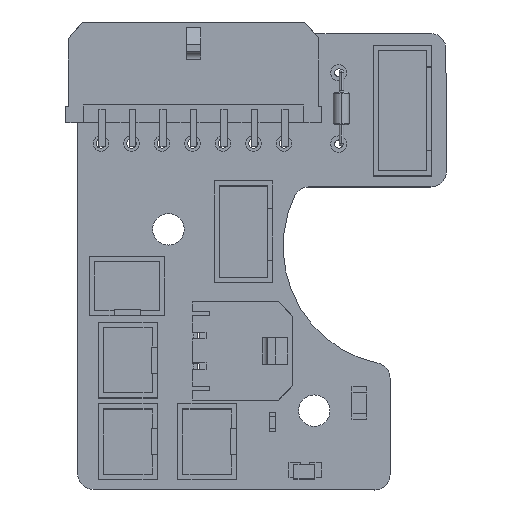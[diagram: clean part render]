
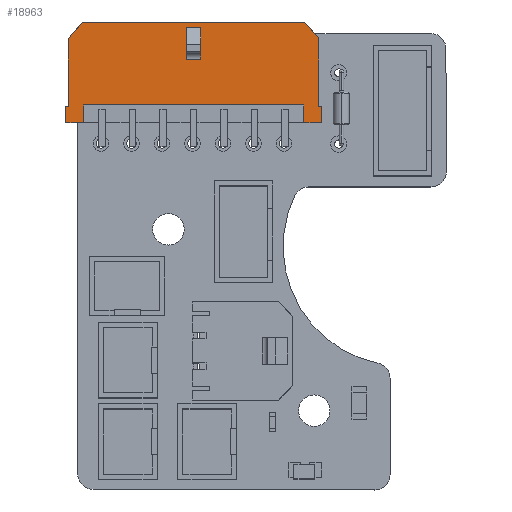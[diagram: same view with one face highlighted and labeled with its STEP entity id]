
A CAD part, top view. The second image highlights one B-rep face of the part: STEP entity #18963.
In plain terms, the highlighted face is planar.
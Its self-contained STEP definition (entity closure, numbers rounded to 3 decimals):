
#295=FACE_BOUND('',#2815,.T.);
#544=PLANE('',#20394);
#1611=FACE_OUTER_BOUND('',#2814,.T.);
#2814=EDGE_LOOP('',(#14603,#14604,#14605,#14606,#14607,#14608,#14609,#14610,
#14611,#14612,#14613,#14614,#14615,#14616));
#2815=EDGE_LOOP('',(#14617,#14618,#14619,#14620));
#4189=LINE('',#28615,#6643);
#4190=LINE('',#28617,#6644);
#4191=LINE('',#28619,#6645);
#4192=LINE('',#28621,#6646);
#4193=LINE('',#28623,#6647);
#4194=LINE('',#28625,#6648);
#4195=LINE('',#28627,#6649);
#4196=LINE('',#28629,#6650);
#4197=LINE('',#28631,#6651);
#4198=LINE('',#28633,#6652);
#4199=LINE('',#28635,#6653);
#4200=LINE('',#28637,#6654);
#4201=LINE('',#28639,#6655);
#4202=LINE('',#28640,#6656);
#4203=LINE('',#28643,#6657);
#4204=LINE('',#28645,#6658);
#4205=LINE('',#28647,#6659);
#4206=LINE('',#28648,#6660);
#6643=VECTOR('',#22778,1000.);
#6644=VECTOR('',#22779,1000.);
#6645=VECTOR('',#22780,1000.);
#6646=VECTOR('',#22781,1000.);
#6647=VECTOR('',#22782,1000.);
#6648=VECTOR('',#22783,1000.);
#6649=VECTOR('',#22784,1000.);
#6650=VECTOR('',#22785,1000.);
#6651=VECTOR('',#22786,1000.);
#6652=VECTOR('',#22787,1000.);
#6653=VECTOR('',#22788,1000.);
#6654=VECTOR('',#22789,1000.);
#6655=VECTOR('',#22790,1000.);
#6656=VECTOR('',#22791,1000.);
#6657=VECTOR('',#22792,1000.);
#6658=VECTOR('',#22793,1000.);
#6659=VECTOR('',#22794,1000.);
#6660=VECTOR('',#22795,1000.);
#9274=VERTEX_POINT('',#28613);
#9275=VERTEX_POINT('',#28614);
#9276=VERTEX_POINT('',#28616);
#9277=VERTEX_POINT('',#28618);
#9278=VERTEX_POINT('',#28620);
#9279=VERTEX_POINT('',#28622);
#9280=VERTEX_POINT('',#28624);
#9281=VERTEX_POINT('',#28626);
#9282=VERTEX_POINT('',#28628);
#9283=VERTEX_POINT('',#28630);
#9284=VERTEX_POINT('',#28632);
#9285=VERTEX_POINT('',#28634);
#9286=VERTEX_POINT('',#28636);
#9287=VERTEX_POINT('',#28638);
#9288=VERTEX_POINT('',#28641);
#9289=VERTEX_POINT('',#28642);
#9290=VERTEX_POINT('',#28644);
#9291=VERTEX_POINT('',#28646);
#11224=EDGE_CURVE('',#9274,#9275,#4189,.T.);
#11225=EDGE_CURVE('',#9275,#9276,#4190,.T.);
#11226=EDGE_CURVE('',#9276,#9277,#4191,.T.);
#11227=EDGE_CURVE('',#9277,#9278,#4192,.T.);
#11228=EDGE_CURVE('',#9279,#9278,#4193,.T.);
#11229=EDGE_CURVE('',#9279,#9280,#4194,.T.);
#11230=EDGE_CURVE('',#9281,#9280,#4195,.T.);
#11231=EDGE_CURVE('',#9282,#9281,#4196,.T.);
#11232=EDGE_CURVE('',#9282,#9283,#4197,.T.);
#11233=EDGE_CURVE('',#9283,#9284,#4198,.T.);
#11234=EDGE_CURVE('',#9284,#9285,#4199,.T.);
#11235=EDGE_CURVE('',#9285,#9286,#4200,.T.);
#11236=EDGE_CURVE('',#9287,#9286,#4201,.T.);
#11237=EDGE_CURVE('',#9274,#9287,#4202,.T.);
#11238=EDGE_CURVE('',#9288,#9289,#4203,.T.);
#11239=EDGE_CURVE('',#9290,#9289,#4204,.T.);
#11240=EDGE_CURVE('',#9291,#9290,#4205,.T.);
#11241=EDGE_CURVE('',#9291,#9288,#4206,.T.);
#14603=ORIENTED_EDGE('',*,*,#11224,.T.);
#14604=ORIENTED_EDGE('',*,*,#11225,.T.);
#14605=ORIENTED_EDGE('',*,*,#11226,.T.);
#14606=ORIENTED_EDGE('',*,*,#11227,.T.);
#14607=ORIENTED_EDGE('',*,*,#11228,.F.);
#14608=ORIENTED_EDGE('',*,*,#11229,.T.);
#14609=ORIENTED_EDGE('',*,*,#11230,.F.);
#14610=ORIENTED_EDGE('',*,*,#11231,.F.);
#14611=ORIENTED_EDGE('',*,*,#11232,.T.);
#14612=ORIENTED_EDGE('',*,*,#11233,.T.);
#14613=ORIENTED_EDGE('',*,*,#11234,.T.);
#14614=ORIENTED_EDGE('',*,*,#11235,.T.);
#14615=ORIENTED_EDGE('',*,*,#11236,.F.);
#14616=ORIENTED_EDGE('',*,*,#11237,.F.);
#14617=ORIENTED_EDGE('',*,*,#11238,.T.);
#14618=ORIENTED_EDGE('',*,*,#11239,.F.);
#14619=ORIENTED_EDGE('',*,*,#11240,.F.);
#14620=ORIENTED_EDGE('',*,*,#11241,.T.);
#18963=ADVANCED_FACE('',(#1611,#295),#544,.T.);
#20394=AXIS2_PLACEMENT_3D('',#28612,#22776,#22777);
#22776=DIRECTION('center_axis',(0.,1.,0.));
#22777=DIRECTION('ref_axis',(1.,0.,0.));
#22778=DIRECTION('',(-1.,0.,0.));
#22779=DIRECTION('',(0.,0.,1.));
#22780=DIRECTION('',(1.,0.,0.));
#22781=DIRECTION('',(0.,0.,1.));
#22782=DIRECTION('',(-0.643,0.,-0.766));
#22783=DIRECTION('',(1.,0.,0.));
#22784=DIRECTION('',(-0.643,0.,0.766));
#22785=DIRECTION('',(0.,0.,1.));
#22786=DIRECTION('',(1.,0.,0.));
#22787=DIRECTION('',(0.,0.,-1.));
#22788=DIRECTION('',(-1.,0.,0.));
#22789=DIRECTION('',(0.,0.,1.));
#22790=DIRECTION('',(1.,0.,0.));
#22791=DIRECTION('',(0.,0.,1.));
#22792=DIRECTION('',(1.,0.,0.));
#22793=DIRECTION('',(0.,0.,-1.));
#22794=DIRECTION('',(1.,0.,0.));
#22795=DIRECTION('',(0.,0.,-1.));
#28612=CARTESIAN_POINT('Origin',(-12.325,3.43,-4.955));
#28613=CARTESIAN_POINT('',(-10.825,3.43,-4.955));
#28614=CARTESIAN_POINT('',(-12.575,3.43,-4.955));
#28615=CARTESIAN_POINT('',(-10.825,3.43,-4.955));
#28616=CARTESIAN_POINT('',(-12.575,3.43,-3.355));
#28617=CARTESIAN_POINT('',(-12.575,3.43,-4.955));
#28618=CARTESIAN_POINT('',(-12.325,3.43,-3.355));
#28619=CARTESIAN_POINT('',(-12.575,3.43,-3.355));
#28620=CARTESIAN_POINT('',(-12.325,3.43,3.305));
#28621=CARTESIAN_POINT('',(-12.325,3.43,-3.355));
#28622=CARTESIAN_POINT('',(-10.94,3.43,4.955));
#28623=CARTESIAN_POINT('',(-10.94,3.43,4.955));
#28624=CARTESIAN_POINT('',(10.94,3.43,4.955));
#28625=CARTESIAN_POINT('',(-10.94,3.43,4.955));
#28626=CARTESIAN_POINT('',(12.325,3.43,3.305));
#28627=CARTESIAN_POINT('',(12.325,3.43,3.305));
#28628=CARTESIAN_POINT('',(12.325,3.43,-3.355));
#28629=CARTESIAN_POINT('',(12.325,3.43,-3.355));
#28630=CARTESIAN_POINT('',(12.575,3.43,-3.355));
#28631=CARTESIAN_POINT('',(12.325,3.43,-3.355));
#28632=CARTESIAN_POINT('',(12.575,3.43,-4.955));
#28633=CARTESIAN_POINT('',(12.575,3.43,-3.355));
#28634=CARTESIAN_POINT('',(10.825,3.43,-4.955));
#28635=CARTESIAN_POINT('',(12.575,3.43,-4.955));
#28636=CARTESIAN_POINT('',(10.825,3.43,-3.205));
#28637=CARTESIAN_POINT('',(10.825,3.43,-4.955));
#28638=CARTESIAN_POINT('',(-10.825,3.43,-3.205));
#28639=CARTESIAN_POINT('',(-10.825,3.43,-3.205));
#28640=CARTESIAN_POINT('',(-10.825,3.43,-4.955));
#28641=CARTESIAN_POINT('',(-0.7,3.43,1.255));
#28642=CARTESIAN_POINT('',(0.7,3.43,1.255));
#28643=CARTESIAN_POINT('',(-0.7,3.43,1.255));
#28644=CARTESIAN_POINT('',(0.7,3.43,4.415));
#28645=CARTESIAN_POINT('',(0.7,3.43,4.415));
#28646=CARTESIAN_POINT('',(-0.7,3.43,4.415));
#28647=CARTESIAN_POINT('',(-0.7,3.43,4.415));
#28648=CARTESIAN_POINT('',(-0.7,3.43,4.415));
